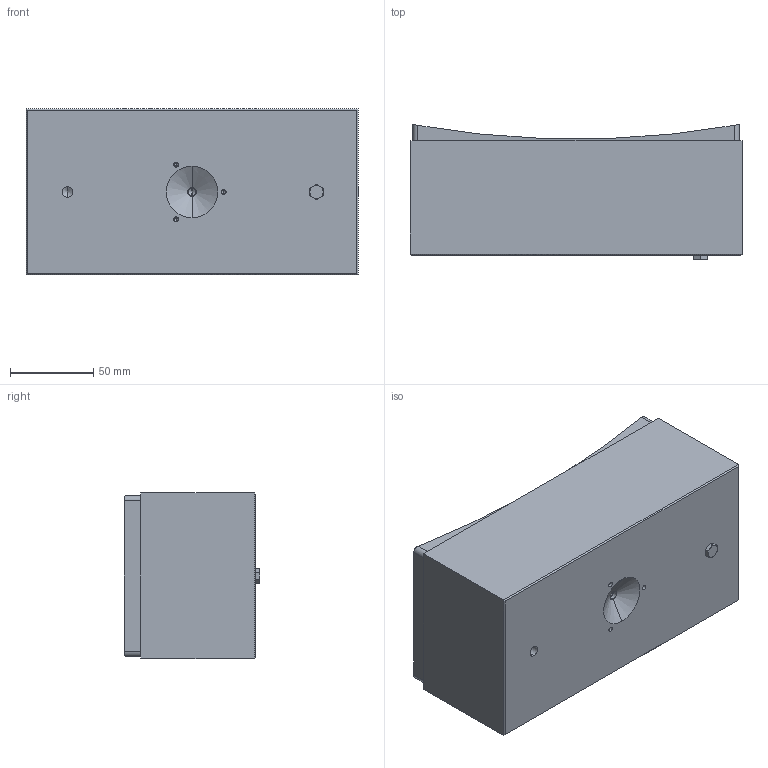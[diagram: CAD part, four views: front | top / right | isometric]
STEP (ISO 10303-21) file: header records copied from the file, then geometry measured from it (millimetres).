
FILE_DESCRIPTION (( 'STEP AP214' ), '1' );
FILE_NAME ('S32100LXXX.STEP', '2023-01-05T18:58:50', ( '' ), ( '' ), 'SwSTEP 2.0', 'SolidWorks 2020', '' );
FILE_SCHEMA (( 'AUTOMOTIVE_DESIGN' ));
Length unit declared in the file: inch
Products named in the file (5): S90A002; S32100LXXX; S90F028_S90F028; 62S97SXX_62S97S16; 12S10001_12S10001
Assembly tree (3 placements, depth 2):
  S90A002
  S32100LXXX
    12S10001_12S10001
    62S97SXX_62S97S16
    S90F028_S90F028
Bounding box: 200 x 81.38 x 100 mm (x, y, z)
Volume: 1426317.7 mm3; surface area: 139167 mm2
Topology: 3 solids, 3 shells, 165 faces, 397 edges, 243 vertices
Faces by surface type: plane 77, cylinder 62, cone 20, sphere 4, torus 2
Entity records: 5051 total; most frequent: CARTESIAN_POINT 1052, DIRECTION 809, ORIENTED_EDGE 762, EDGE_CURVE 381, AXIS2_PLACEMENT_3D 292, VERTEX_POINT 243, LINE 225, VECTOR 225
